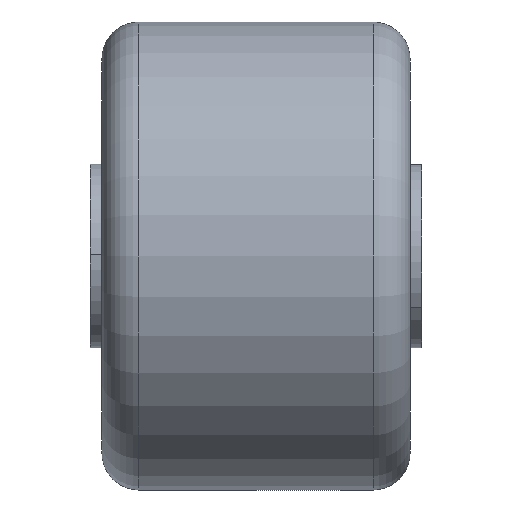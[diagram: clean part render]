
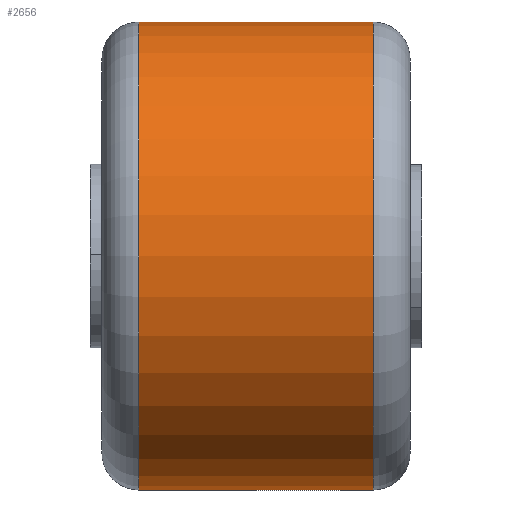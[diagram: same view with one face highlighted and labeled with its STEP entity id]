
A CAD part, front view. The second image highlights one B-rep face of the part: STEP entity #2656.
In plain terms, the highlighted cylindrical face has radius 41 mm (diameter 82 mm), a partial arc.
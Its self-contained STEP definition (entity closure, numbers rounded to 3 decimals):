
#453 = CARTESIAN_POINT ( 'NONE',  ( 20.5, 0., 332.987 ) ) ;
#630 = DIRECTION ( 'NONE',  ( -1., 0., 0. ) ) ;
#648 = EDGE_CURVE ( 'NONE', #1838, #1926, #1843, .T. ) ;
#653 = DIRECTION ( 'NONE',  ( 0., 0., 1. ) ) ;
#701 = FACE_OUTER_BOUND ( 'NONE', #4874, .T. ) ;
#1108 = CARTESIAN_POINT ( 'NONE',  ( -57.637, 0., 332.987 ) ) ;
#1159 = ORIENTED_EDGE ( 'NONE', *, *, #5505, .T. ) ;
#1187 = EDGE_CURVE ( 'NONE', #4047, #1926, #5137, .T. ) ;
#1243 = CYLINDRICAL_SURFACE ( 'NONE', #4779, 41. ) ;
#1460 = DIRECTION ( 'NONE',  ( -1., 0., 0. ) ) ;
#1513 = DIRECTION ( 'NONE',  ( 0., 0., 1. ) ) ;
#1588 = VERTEX_POINT ( 'NONE', #453 ) ;
#1598 = ORIENTED_EDGE ( 'NONE', *, *, #1187, .T. ) ;
#1605 = CIRCLE ( 'NONE', #2723, 41. ) ;
#1838 = VERTEX_POINT ( 'NONE', #2319 ) ;
#1843 = LINE ( 'NONE', #4861, #2593 ) ;
#1926 = VERTEX_POINT ( 'NONE', #2826 ) ;
#2319 = CARTESIAN_POINT ( 'NONE',  ( 20.5, 0., 250.987 ) ) ;
#2330 = CARTESIAN_POINT ( 'NONE',  ( -20.5, 0., 291.987 ) ) ;
#2351 = DIRECTION ( 'NONE',  ( 1., 0., 0. ) ) ;
#2593 = VECTOR ( 'NONE', #5237, 1000. ) ;
#2656 = ADVANCED_FACE ( 'NONE', ( #701 ), #1243, .T. ) ;
#2723 = AXIS2_PLACEMENT_3D ( 'NONE', #3676, #1460, #653 ) ;
#2761 = ORIENTED_EDGE ( 'NONE', *, *, #648, .F. ) ;
#2782 = DIRECTION ( 'NONE',  ( -1., 0., 0. ) ) ;
#2826 = CARTESIAN_POINT ( 'NONE',  ( -20.5, 0., 250.987 ) ) ;
#2866 = ORIENTED_EDGE ( 'NONE', *, *, #5525, .T. ) ;
#3022 = VECTOR ( 'NONE', #630, 1000. ) ;
#3360 = AXIS2_PLACEMENT_3D ( 'NONE', #2330, #2351, #5286 ) ;
#3459 = CARTESIAN_POINT ( 'NONE',  ( -20.5, 0., 332.987 ) ) ;
#3676 = CARTESIAN_POINT ( 'NONE',  ( 20.5, 0., 291.987 ) ) ;
#4047 = VERTEX_POINT ( 'NONE', #3459 ) ;
#4169 = LINE ( 'NONE', #1108, #3022 ) ;
#4475 = CARTESIAN_POINT ( 'NONE',  ( -57.637, 0., 291.987 ) ) ;
#4779 = AXIS2_PLACEMENT_3D ( 'NONE', #4475, #2782, #1513 ) ;
#4861 = CARTESIAN_POINT ( 'NONE',  ( -57.637, 0., 250.987 ) ) ;
#4874 = EDGE_LOOP ( 'NONE', ( #2761, #2866, #1159, #1598 ) ) ;
#5137 = CIRCLE ( 'NONE', #3360, 41. ) ;
#5237 = DIRECTION ( 'NONE',  ( -1., 0., 0. ) ) ;
#5286 = DIRECTION ( 'NONE',  ( 0., 0., -1. ) ) ;
#5505 = EDGE_CURVE ( 'NONE', #1588, #4047, #4169, .T. ) ;
#5525 = EDGE_CURVE ( 'NONE', #1838, #1588, #1605, .T. ) ;
